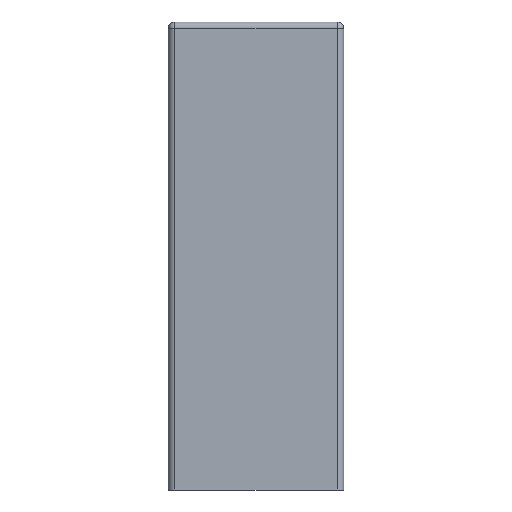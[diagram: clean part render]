
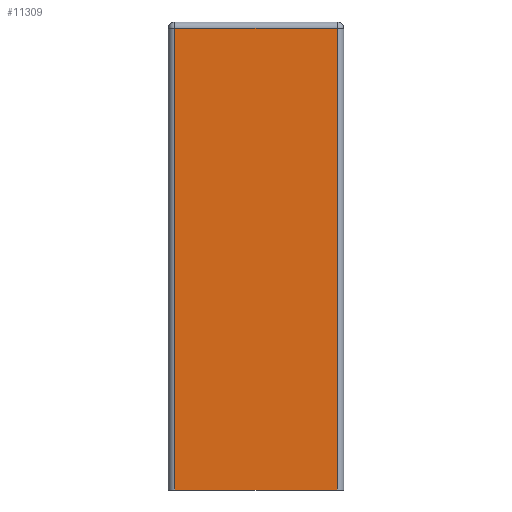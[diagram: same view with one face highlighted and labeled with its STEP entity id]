
A CAD part, left-side view. The second image highlights one B-rep face of the part: STEP entity #11309.
In plain terms, the highlighted planar face has unit normal (-1, 0, 0).
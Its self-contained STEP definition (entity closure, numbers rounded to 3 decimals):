
#11270=CARTESIAN_POINT('',(143.1,-11.5,0.));
#11271=DIRECTION('',(-1.,0.,0.));
#11272=DIRECTION('',(0.,0.,1.));
#11273=AXIS2_PLACEMENT_3D('',#11270,#11271,#11272);
#11274=PLANE('',#11273);
#11275=CARTESIAN_POINT('',(143.1,-24.,69.));
#11276=VERTEX_POINT('',#11275);
#11277=CARTESIAN_POINT('',(143.1,1.,69.));
#11278=VERTEX_POINT('',#11277);
#11279=CARTESIAN_POINT('',(143.1,-24.,69.));
#11280=DIRECTION('',(0.,1.,0.));
#11281=VECTOR('',#11280,25.);
#11282=LINE('',#11279,#11281);
#11283=EDGE_CURVE('',#11276,#11278,#11282,.T.);
#11284=ORIENTED_EDGE('',*,*,#11283,.T.);
#11285=CARTESIAN_POINT('',(143.1,1.,-2.));
#11286=VERTEX_POINT('',#11285);
#11287=CARTESIAN_POINT('',(143.1,1.,69.));
#11288=DIRECTION('',(-0.,-0.,-1.));
#11289=VECTOR('',#11288,71.);
#11290=LINE('',#11287,#11289);
#11291=EDGE_CURVE('',#11278,#11286,#11290,.T.);
#11292=ORIENTED_EDGE('',*,*,#11291,.T.);
#11293=CARTESIAN_POINT('',(143.1,-24.,-2.));
#11294=VERTEX_POINT('',#11293);
#11295=CARTESIAN_POINT('',(143.1,1.,-2.));
#11296=DIRECTION('',(0.,-1.,0.));
#11297=VECTOR('',#11296,25.);
#11298=LINE('',#11295,#11297);
#11299=EDGE_CURVE('',#11286,#11294,#11298,.T.);
#11300=ORIENTED_EDGE('',*,*,#11299,.T.);
#11301=CARTESIAN_POINT('',(143.1,-24.,-2.));
#11302=DIRECTION('',(0.,0.,1.));
#11303=VECTOR('',#11302,71.);
#11304=LINE('',#11301,#11303);
#11305=EDGE_CURVE('',#11294,#11276,#11304,.T.);
#11306=ORIENTED_EDGE('',*,*,#11305,.T.);
#11307=EDGE_LOOP('',(#11284,#11292,#11300,#11306));
#11308=FACE_BOUND('',#11307,.T.);
#11309=ADVANCED_FACE('',(#11308),#11274,.T.);
